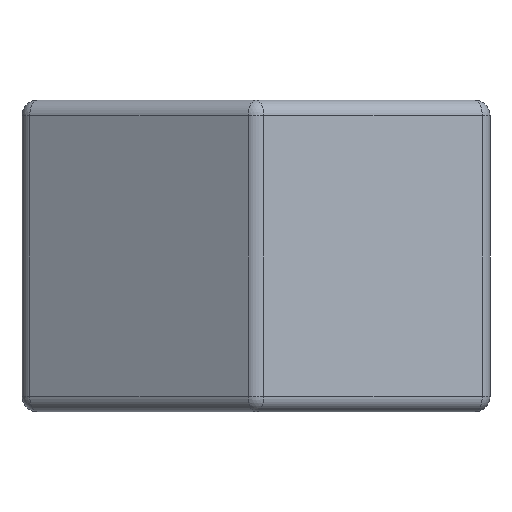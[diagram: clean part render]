
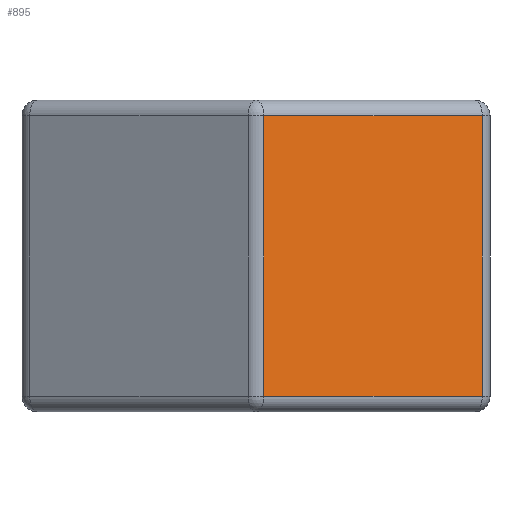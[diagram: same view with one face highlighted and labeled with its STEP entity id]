
A CAD part, left-side view. The second image highlights one B-rep face of the part: STEP entity #895.
In plain terms, the highlighted planar face has unit normal (-0.866, -0.5, 0).
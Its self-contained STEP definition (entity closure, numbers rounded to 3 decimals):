
#23=PLANE('',#1007);
#85=FACE_OUTER_BOUND('',#143,.T.);
#143=EDGE_LOOP('',(#721,#722,#723,#724));
#254=LINE('',#1825,#306);
#280=LINE('',#1939,#332);
#282=LINE('',#1945,#334);
#283=LINE('',#1946,#335);
#306=VECTOR('',#1088,10.);
#332=VECTOR('',#1228,10.);
#334=VECTOR('',#1238,10.);
#335=VECTOR('',#1239,10.);
#382=VERTEX_POINT('',#1815);
#385=VERTEX_POINT('',#1823);
#413=VERTEX_POINT('',#1931);
#416=VERTEX_POINT('',#1938);
#474=EDGE_CURVE('',#385,#382,#254,.T.);
#530=EDGE_CURVE('',#413,#416,#280,.T.);
#534=EDGE_CURVE('',#416,#385,#282,.T.);
#535=EDGE_CURVE('',#382,#413,#283,.T.);
#721=ORIENTED_EDGE('',*,*,#474,.F.);
#722=ORIENTED_EDGE('',*,*,#534,.F.);
#723=ORIENTED_EDGE('',*,*,#530,.F.);
#724=ORIENTED_EDGE('',*,*,#535,.F.);
#895=ADVANCED_FACE('',(#85),#23,.T.);
#1007=AXIS2_PLACEMENT_3D('',#1944,#1236,#1237);
#1088=DIRECTION('',(0.,0.,-1.));
#1228=DIRECTION('',(0.,0.,1.));
#1236=DIRECTION('center_axis',(-0.866,-0.5,0.));
#1237=DIRECTION('ref_axis',(0.5,-0.866,0.));
#1238=DIRECTION('',(0.5,-0.866,0.));
#1239=DIRECTION('',(-0.5,0.866,0.));
#1815=CARTESIAN_POINT('',(4.105,-26.45,0.1));
#1823=CARTESIAN_POINT('',(4.105,-26.45,1.9));
#1825=CARTESIAN_POINT('',(4.105,-26.45,0.));
#1931=CARTESIAN_POINT('',(3.297,-25.05,0.1));
#1938=CARTESIAN_POINT('',(3.297,-25.05,1.9));
#1939=CARTESIAN_POINT('',(3.297,-25.05,0.));
#1944=CARTESIAN_POINT('Origin',(3.268,-25.,0.));
#1945=CARTESIAN_POINT('',(3.484,-25.375,1.9));
#1946=CARTESIAN_POINT('',(3.484,-25.375,0.1));
